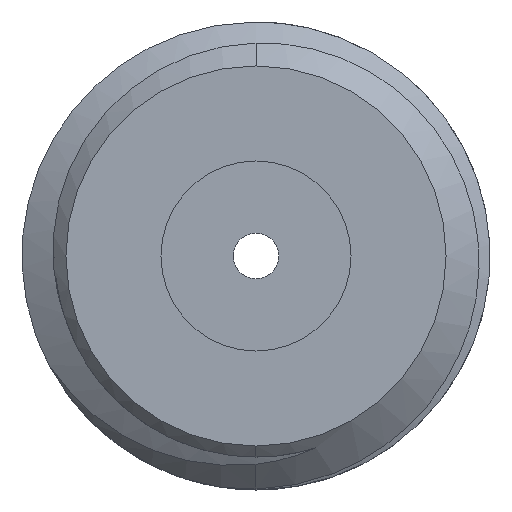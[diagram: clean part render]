
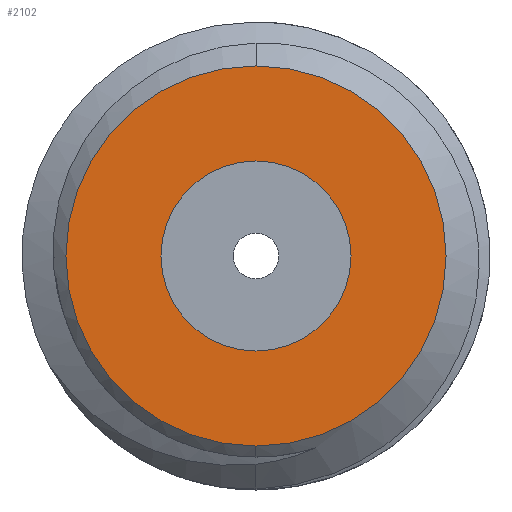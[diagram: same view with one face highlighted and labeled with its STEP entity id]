
A CAD part, left-side view. The second image highlights one B-rep face of the part: STEP entity #2102.
In plain terms, the highlighted planar face has unit normal (-1, 0, 0).
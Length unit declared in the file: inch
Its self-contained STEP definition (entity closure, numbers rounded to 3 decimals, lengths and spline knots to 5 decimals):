
#92 = EDGE_CURVE ( 'NONE', #2057, #2887, #3537, .T. ) ;
#167 = EDGE_CURVE ( 'NONE', #2855, #2223, #3445, .T. ) ;
#223 = CARTESIAN_POINT ( 'NONE',  ( 0., 0., -0.125 ) ) ;
#248 = DIRECTION ( 'NONE',  ( 1., 0., 0. ) ) ;
#407 = AXIS2_PLACEMENT_3D ( 'NONE', #2620, #2310, #609 ) ;
#590 = DIRECTION ( 'NONE',  ( 1., 0., 0. ) ) ;
#609 = DIRECTION ( 'NONE',  ( 0., 0., -1. ) ) ;
#693 = DIRECTION ( 'NONE',  ( -1., 0., 0. ) ) ;
#754 = CIRCLE ( 'NONE', #819, 0.125 ) ;
#819 = AXIS2_PLACEMENT_3D ( 'NONE', #2556, #2543, #1701 ) ;
#854 = CARTESIAN_POINT ( 'NONE',  ( 0., 0., 0. ) ) ;
#883 = EDGE_CURVE ( 'NONE', #2223, #2855, #1162, .T. ) ;
#1003 = EDGE_LOOP ( 'NONE', ( #1047, #1993 ) ) ;
#1047 = ORIENTED_EDGE ( 'NONE', *, *, #1642, .F. ) ;
#1162 = CIRCLE ( 'NONE', #407, 0.0625 ) ;
#1366 = CARTESIAN_POINT ( 'NONE',  ( 0., 0., 0. ) ) ;
#1574 = ORIENTED_EDGE ( 'NONE', *, *, #167, .T. ) ;
#1642 = EDGE_CURVE ( 'NONE', #2887, #2057, #754, .T. ) ;
#1701 = DIRECTION ( 'NONE',  ( 0., 0., -1. ) ) ;
#1993 = ORIENTED_EDGE ( 'NONE', *, *, #92, .F. ) ;
#1997 = AXIS2_PLACEMENT_3D ( 'NONE', #2345, #693, #3003 ) ;
#2043 = AXIS2_PLACEMENT_3D ( 'NONE', #854, #590, #3133 ) ;
#2057 = VERTEX_POINT ( 'NONE', #2096 ) ;
#2088 = ORIENTED_EDGE ( 'NONE', *, *, #883, .T. ) ;
#2096 = CARTESIAN_POINT ( 'NONE',  ( 0., 0., 0.125 ) ) ;
#2102 = ADVANCED_FACE ( 'NONE', ( #3395, #2247 ), #3460, .T. ) ;
#2197 = DIRECTION ( 'NONE',  ( 0., 0., -1. ) ) ;
#2223 = VERTEX_POINT ( 'NONE', #3322 ) ;
#2247 = FACE_OUTER_BOUND ( 'NONE', #1003, .T. ) ;
#2277 = EDGE_LOOP ( 'NONE', ( #2088, #1574 ) ) ;
#2310 = DIRECTION ( 'NONE',  ( 1., 0., 0. ) ) ;
#2345 = CARTESIAN_POINT ( 'NONE',  ( 0., 0.125, 0. ) ) ;
#2543 = DIRECTION ( 'NONE',  ( 1., 0., 0. ) ) ;
#2556 = CARTESIAN_POINT ( 'NONE',  ( 0., 0., 0. ) ) ;
#2620 = CARTESIAN_POINT ( 'NONE',  ( 0., 0., 0. ) ) ;
#2706 = AXIS2_PLACEMENT_3D ( 'NONE', #1366, #248, #2197 ) ;
#2855 = VERTEX_POINT ( 'NONE', #3593 ) ;
#2887 = VERTEX_POINT ( 'NONE', #223 ) ;
#3003 = DIRECTION ( 'NONE',  ( 0., 0., 1. ) ) ;
#3133 = DIRECTION ( 'NONE',  ( 0., 0., -1. ) ) ;
#3322 = CARTESIAN_POINT ( 'NONE',  ( 0., 0., -0.0625 ) ) ;
#3395 = FACE_BOUND ( 'NONE', #2277, .T. ) ;
#3445 = CIRCLE ( 'NONE', #2043, 0.0625 ) ;
#3460 = PLANE ( 'NONE',  #1997 ) ;
#3537 = CIRCLE ( 'NONE', #2706, 0.125 ) ;
#3593 = CARTESIAN_POINT ( 'NONE',  ( 0., 0., 0.0625 ) ) ;
